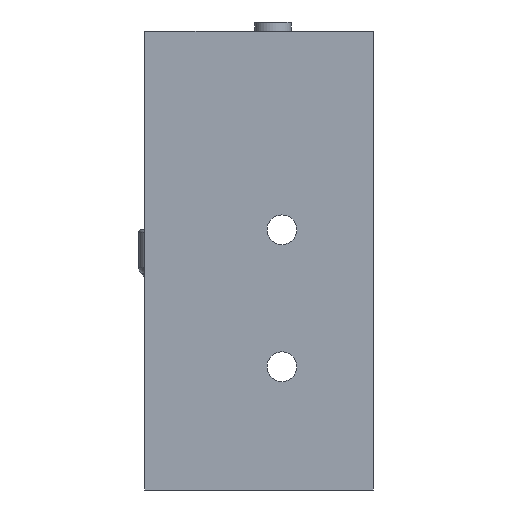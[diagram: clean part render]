
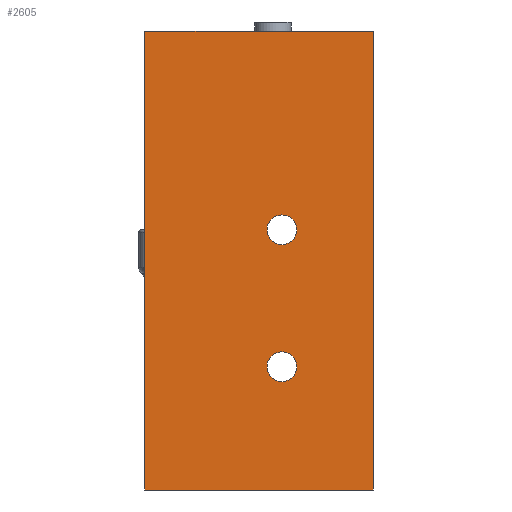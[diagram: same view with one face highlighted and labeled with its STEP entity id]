
A CAD part, front view. The second image highlights one B-rep face of the part: STEP entity #2605.
In plain terms, the highlighted planar face has unit normal (0, -1, 0).
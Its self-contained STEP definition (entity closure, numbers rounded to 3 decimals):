
#64=FACE_BOUND('',#588,.T.);
#65=FACE_BOUND('',#589,.T.);
#169=PLANE('',#2876);
#405=FACE_OUTER_BOUND('',#587,.T.);
#587=EDGE_LOOP('',(#2410,#2411,#2412,#2413));
#588=EDGE_LOOP('',(#2414));
#589=EDGE_LOOP('',(#2415));
#821=LINE('',#4349,#1060);
#830=LINE('',#4365,#1069);
#831=LINE('',#4367,#1070);
#832=LINE('',#4368,#1071);
#1060=VECTOR('',#3600,10.);
#1069=VECTOR('',#3613,10.);
#1070=VECTOR('',#3616,10.);
#1071=VECTOR('',#3617,10.);
#1161=CIRCLE('',#2855,3.25);
#1167=CIRCLE('',#2864,3.25);
#1378=VERTEX_POINT('',#4310);
#1384=VERTEX_POINT('',#4327);
#1390=VERTEX_POINT('',#4346);
#1391=VERTEX_POINT('',#4348);
#1395=VERTEX_POINT('',#4361);
#1396=VERTEX_POINT('',#4363);
#1712=EDGE_CURVE('',#1378,#1378,#1161,.T.);
#1720=EDGE_CURVE('',#1384,#1384,#1167,.T.);
#1728=EDGE_CURVE('',#1390,#1391,#821,.T.);
#1737=EDGE_CURVE('',#1395,#1396,#830,.T.);
#1738=EDGE_CURVE('',#1390,#1395,#831,.T.);
#1739=EDGE_CURVE('',#1391,#1396,#832,.T.);
#2410=ORIENTED_EDGE('',*,*,#1738,.T.);
#2411=ORIENTED_EDGE('',*,*,#1737,.T.);
#2412=ORIENTED_EDGE('',*,*,#1739,.F.);
#2413=ORIENTED_EDGE('',*,*,#1728,.F.);
#2414=ORIENTED_EDGE('',*,*,#1712,.T.);
#2415=ORIENTED_EDGE('',*,*,#1720,.T.);
#2605=ADVANCED_FACE('',(#405,#64,#65),#169,.T.);
#2855=AXIS2_PLACEMENT_3D('',#4312,#3557,#3558);
#2864=AXIS2_PLACEMENT_3D('',#4329,#3577,#3578);
#2876=AXIS2_PLACEMENT_3D('',#4366,#3614,#3615);
#3557=DIRECTION('center_axis',(0.,1.,0.));
#3558=DIRECTION('ref_axis',(1.,0.,0.));
#3577=DIRECTION('center_axis',(0.,1.,0.));
#3578=DIRECTION('ref_axis',(1.,0.,0.));
#3600=DIRECTION('',(0.,0.,1.));
#3613=DIRECTION('',(0.,0.,1.));
#3614=DIRECTION('center_axis',(0.,-1.,0.));
#3615=DIRECTION('ref_axis',(1.,0.,0.));
#3616=DIRECTION('',(1.,0.,0.));
#3617=DIRECTION('',(1.,0.,0.));
#4310=CARTESIAN_POINT('',(26.75,0.,57.));
#4312=CARTESIAN_POINT('Origin',(30.,0.,57.));
#4327=CARTESIAN_POINT('',(26.75,0.,27.));
#4329=CARTESIAN_POINT('Origin',(30.,0.,27.));
#4346=CARTESIAN_POINT('',(0.,0.,0.));
#4348=CARTESIAN_POINT('',(0.,0.,100.5));
#4349=CARTESIAN_POINT('',(0.,0.,0.));
#4361=CARTESIAN_POINT('',(50.,0.,0.));
#4363=CARTESIAN_POINT('',(50.,0.,100.5));
#4365=CARTESIAN_POINT('',(50.,0.,0.));
#4366=CARTESIAN_POINT('Origin',(0.,0.,0.));
#4367=CARTESIAN_POINT('',(0.,0.,0.));
#4368=CARTESIAN_POINT('',(0.,0.,100.5));
